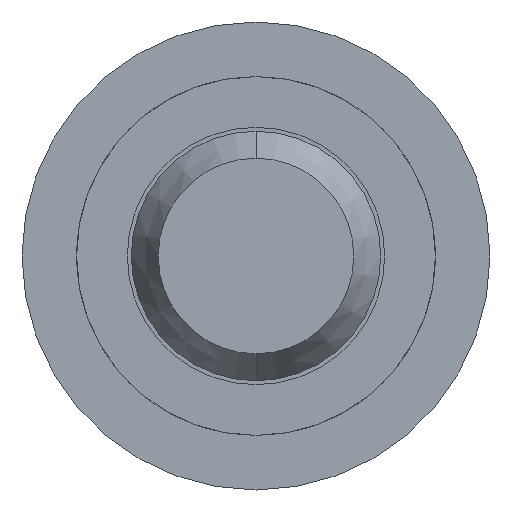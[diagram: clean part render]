
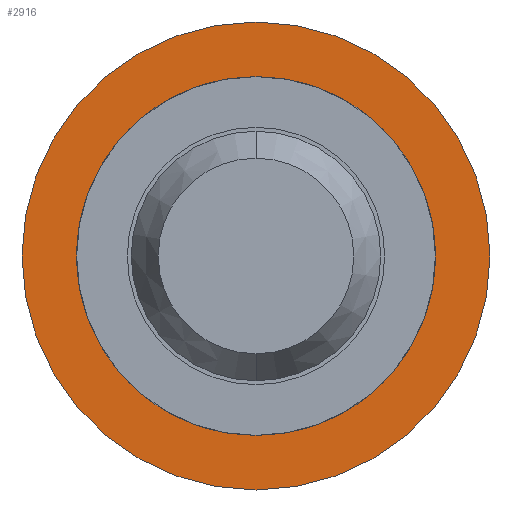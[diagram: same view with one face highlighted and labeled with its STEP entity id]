
A CAD part, front view. The second image highlights one B-rep face of the part: STEP entity #2916.
In plain terms, the highlighted planar face has unit normal (0, -1, 0).
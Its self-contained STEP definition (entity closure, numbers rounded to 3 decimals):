
#85 = ORIENTED_EDGE ( 'NONE', *, *, #2622, .T. ) ;
#207 = FACE_OUTER_BOUND ( 'NONE', #2962, .T. ) ;
#565 = EDGE_CURVE ( 'Defeature ausgef�hrt3_1+Defeature ausgef�hrt3_0+Defeature ausgef�hrt3_0+Defeature ausgef�hrt3_0', #1270, #2250, #2665, .T. ) ;
#667 = VERTEX_POINT ( 'NONE', #4285 ) ;
#928 = DIRECTION ( 'NONE',  ( 0., 1., 0. ) ) ;
#945 = CIRCLE ( 'NONE', #1401, 1.5 ) ;
#969 = CIRCLE ( 'NONE', #4255, 1.5 ) ;
#1004 = EDGE_CURVE ( 'Defeature ausgef�hrt3_2+Defeature ausgef�hrt3_1+Defeature ausgef�hrt3_1+Defeature ausgef�hrt3_1', #667, #4143, #969, .T. ) ;
#1020 = CARTESIAN_POINT ( 'NONE',  ( 0., 5.3, 0. ) ) ;
#1023 = CIRCLE ( 'NONE', #1308, 0.5 ) ;
#1245 = PLANE ( 'NONE',  #2556 ) ;
#1263 = CARTESIAN_POINT ( 'NONE',  ( 0., 5.3, 0. ) ) ;
#1270 = VERTEX_POINT ( 'NONE', #3806 ) ;
#1308 = AXIS2_PLACEMENT_3D ( 'NONE', #2779, #1739, #1753 ) ;
#1331 = CARTESIAN_POINT ( 'NONE',  ( 0., 5.3, -0.5 ) ) ;
#1401 = AXIS2_PLACEMENT_3D ( 'NONE', #4233, #928, #3867 ) ;
#1407 = DIRECTION ( 'NONE',  ( 0., 0., 1. ) ) ;
#1578 = DIRECTION ( 'NONE',  ( 0., 0., 1. ) ) ;
#1660 = DIRECTION ( 'NONE',  ( 0., 1., 0. ) ) ;
#1739 = DIRECTION ( 'NONE',  ( 0., 1., 0. ) ) ;
#1753 = DIRECTION ( 'NONE',  ( 0., 0., 1. ) ) ;
#2006 = ORIENTED_EDGE ( 'NONE', *, *, #4349, .F. ) ;
#2032 = EDGE_LOOP ( 'NONE', ( #3456, #85 ) ) ;
#2250 = VERTEX_POINT ( 'NONE', #1331 ) ;
#2418 = FACE_BOUND ( 'NONE', #2032, .T. ) ;
#2556 = AXIS2_PLACEMENT_3D ( 'NONE', #3428, #4537, #1578 ) ;
#2622 = EDGE_CURVE ( 'Defeature ausgef�hrt3_1+Defeature ausgef�hrt3_0+Defeature ausgef�hrt3_0+Defeature ausgef�hrt3_0', #2250, #1270, #1023, .T. ) ;
#2665 = CIRCLE ( 'NONE', #4009, 0.5 ) ;
#2779 = CARTESIAN_POINT ( 'NONE',  ( 0., 5.3, 0. ) ) ;
#2916 = ADVANCED_FACE ( 'Defeature ausgef�hrt3_1', ( #207, #2418 ), #1245, .F. ) ;
#2962 = EDGE_LOOP ( 'NONE', ( #2006, #4183 ) ) ;
#2989 = CARTESIAN_POINT ( 'NONE',  ( 0., 5.3, 1.5 ) ) ;
#3428 = CARTESIAN_POINT ( 'NONE',  ( 0., 5.3, -1.5 ) ) ;
#3456 = ORIENTED_EDGE ( 'NONE', *, *, #565, .T. ) ;
#3480 = DIRECTION ( 'NONE',  ( 0., 0., 1. ) ) ;
#3601 = DIRECTION ( 'NONE',  ( 0., 1., 0. ) ) ;
#3806 = CARTESIAN_POINT ( 'NONE',  ( 0., 5.3, 0.5 ) ) ;
#3867 = DIRECTION ( 'NONE',  ( 0., 0., 1. ) ) ;
#4009 = AXIS2_PLACEMENT_3D ( 'NONE', #1263, #1660, #3480 ) ;
#4143 = VERTEX_POINT ( 'NONE', #2989 ) ;
#4183 = ORIENTED_EDGE ( 'NONE', *, *, #1004, .F. ) ;
#4233 = CARTESIAN_POINT ( 'NONE',  ( 0., 5.3, 0. ) ) ;
#4255 = AXIS2_PLACEMENT_3D ( 'NONE', #1020, #3601, #1407 ) ;
#4285 = CARTESIAN_POINT ( 'NONE',  ( 0., 5.3, -1.5 ) ) ;
#4349 = EDGE_CURVE ( 'Defeature ausgef�hrt3_2+Defeature ausgef�hrt3_1+Defeature ausgef�hrt3_1+Defeature ausgef�hrt3_1', #4143, #667, #945, .T. ) ;
#4537 = DIRECTION ( 'NONE',  ( 0., 1., 0. ) ) ;
